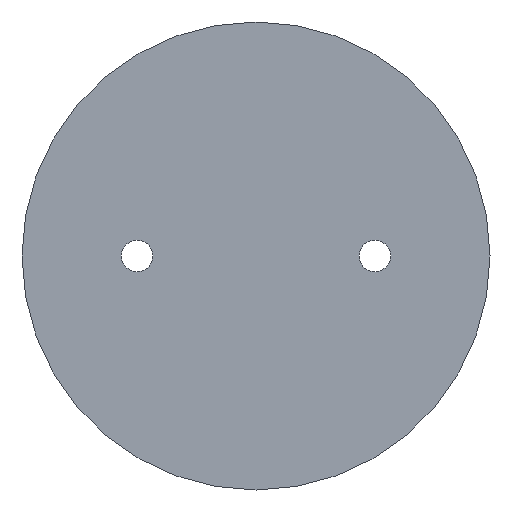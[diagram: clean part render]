
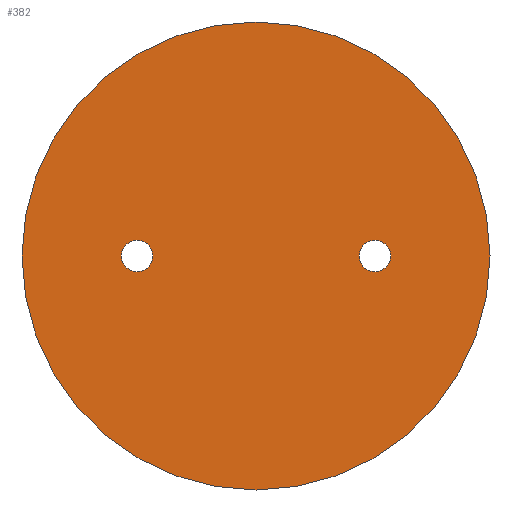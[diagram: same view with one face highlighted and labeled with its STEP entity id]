
A CAD part, front view. The second image highlights one B-rep face of the part: STEP entity #382.
In plain terms, the highlighted planar face has unit normal (0, -1, 0).
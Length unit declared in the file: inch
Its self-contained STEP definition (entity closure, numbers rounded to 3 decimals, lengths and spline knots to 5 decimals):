
#21 = AXIS2_PLACEMENT_3D ( 'NONE', #715, #454, #1158 ) ;
#44 = DIRECTION ( 'NONE',  ( 0., 0., 1. ) ) ;
#45 = CARTESIAN_POINT ( 'NONE',  ( -1., 0., -0.13268 ) ) ;
#46 = DIRECTION ( 'NONE',  ( 0., 1., 0. ) ) ;
#92 = VERTEX_POINT ( 'NONE', #836 ) ;
#102 = EDGE_CURVE ( 'NONE', #858, #537, #226, .T. ) ;
#115 = DIRECTION ( 'NONE',  ( 0., 1., 0. ) ) ;
#157 = EDGE_CURVE ( 'NONE', #450, #690, #914, .T. ) ;
#165 = DIRECTION ( 'NONE',  ( 0., 1., 0. ) ) ;
#189 = FACE_OUTER_BOUND ( 'NONE', #1768, .T. ) ;
#226 = CIRCLE ( 'NONE', #648, 0.13268 ) ;
#357 = CIRCLE ( 'NONE', #21, 1.9685 ) ;
#365 = FACE_BOUND ( 'NONE', #703, .T. ) ;
#382 = ADVANCED_FACE ( 'NONE', ( #365, #905, #189 ), #894, .F. ) ;
#398 = ORIENTED_EDGE ( 'NONE', *, *, #157, .F. ) ;
#401 = DIRECTION ( 'NONE',  ( 0., 0., 1. ) ) ;
#450 = VERTEX_POINT ( 'NONE', #819 ) ;
#454 = DIRECTION ( 'NONE',  ( 0., 1., 0. ) ) ;
#512 = AXIS2_PLACEMENT_3D ( 'NONE', #1487, #757, #44 ) ;
#537 = VERTEX_POINT ( 'NONE', #675 ) ;
#648 = AXIS2_PLACEMENT_3D ( 'NONE', #788, #1217, #1372 ) ;
#654 = ORIENTED_EDGE ( 'NONE', *, *, #102, .T. ) ;
#663 = CARTESIAN_POINT ( 'NONE',  ( 1., 0., -0.13268 ) ) ;
#675 = CARTESIAN_POINT ( 'NONE',  ( 1., 0., 0.13268 ) ) ;
#690 = VERTEX_POINT ( 'NONE', #1046 ) ;
#691 = DIRECTION ( 'NONE',  ( 0., 0., 1. ) ) ;
#703 = EDGE_LOOP ( 'NONE', ( #1308, #883 ) ) ;
#715 = CARTESIAN_POINT ( 'NONE',  ( 0., 0., 0. ) ) ;
#757 = DIRECTION ( 'NONE',  ( 0., 1., 0. ) ) ;
#766 = CARTESIAN_POINT ( 'NONE',  ( -1., 0., 0. ) ) ;
#788 = CARTESIAN_POINT ( 'NONE',  ( 1., 0., 0. ) ) ;
#807 = EDGE_CURVE ( 'NONE', #92, #1612, #1433, .T. ) ;
#811 = CARTESIAN_POINT ( 'NONE',  ( 1., 0., 0. ) ) ;
#819 = CARTESIAN_POINT ( 'NONE',  ( 0., 0., 1.9685 ) ) ;
#836 = CARTESIAN_POINT ( 'NONE',  ( -1., 0., 0.13268 ) ) ;
#858 = VERTEX_POINT ( 'NONE', #663 ) ;
#883 = ORIENTED_EDGE ( 'NONE', *, *, #1391, .T. ) ;
#894 = PLANE ( 'NONE',  #1098 ) ;
#905 = FACE_BOUND ( 'NONE', #1635, .T. ) ;
#914 = CIRCLE ( 'NONE', #1494, 1.9685 ) ;
#963 = EDGE_CURVE ( 'NONE', #537, #858, #1376, .T. ) ;
#1018 = CIRCLE ( 'NONE', #512, 0.13268 ) ;
#1046 = CARTESIAN_POINT ( 'NONE',  ( 0., 0., -1.9685 ) ) ;
#1098 = AXIS2_PLACEMENT_3D ( 'NONE', #1516, #46, #1480 ) ;
#1158 = DIRECTION ( 'NONE',  ( 0., 0., 1. ) ) ;
#1217 = DIRECTION ( 'NONE',  ( 0., 1., 0. ) ) ;
#1308 = ORIENTED_EDGE ( 'NONE', *, *, #807, .T. ) ;
#1362 = DIRECTION ( 'NONE',  ( 0., 0., 1. ) ) ;
#1372 = DIRECTION ( 'NONE',  ( 0., 0., 1. ) ) ;
#1376 = CIRCLE ( 'NONE', #1619, 0.13268 ) ;
#1391 = EDGE_CURVE ( 'NONE', #1612, #92, #1018, .T. ) ;
#1416 = CARTESIAN_POINT ( 'NONE',  ( 0., 0., 0. ) ) ;
#1433 = CIRCLE ( 'NONE', #1496, 0.13268 ) ;
#1477 = ORIENTED_EDGE ( 'NONE', *, *, #963, .T. ) ;
#1478 = EDGE_CURVE ( 'NONE', #690, #450, #357, .T. ) ;
#1480 = DIRECTION ( 'NONE',  ( 0., 0., 1. ) ) ;
#1487 = CARTESIAN_POINT ( 'NONE',  ( -1., 0., 0. ) ) ;
#1494 = AXIS2_PLACEMENT_3D ( 'NONE', #1416, #115, #691 ) ;
#1496 = AXIS2_PLACEMENT_3D ( 'NONE', #766, #165, #1362 ) ;
#1516 = CARTESIAN_POINT ( 'NONE',  ( 0., 0., 0. ) ) ;
#1612 = VERTEX_POINT ( 'NONE', #45 ) ;
#1619 = AXIS2_PLACEMENT_3D ( 'NONE', #811, #1836, #401 ) ;
#1635 = EDGE_LOOP ( 'NONE', ( #1477, #654 ) ) ;
#1768 = EDGE_LOOP ( 'NONE', ( #1881, #398 ) ) ;
#1836 = DIRECTION ( 'NONE',  ( 0., 1., 0. ) ) ;
#1881 = ORIENTED_EDGE ( 'NONE', *, *, #1478, .F. ) ;
